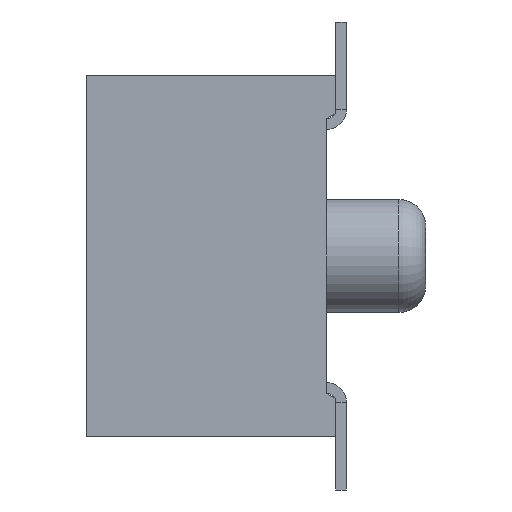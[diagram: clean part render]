
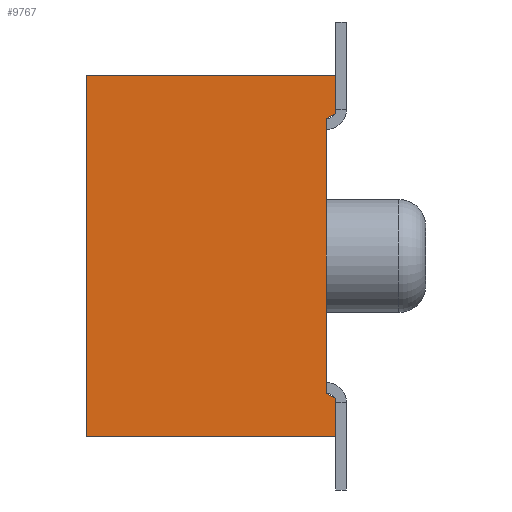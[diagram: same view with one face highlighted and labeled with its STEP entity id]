
A CAD part, left-side view. The second image highlights one B-rep face of the part: STEP entity #9767.
In plain terms, the highlighted planar face has unit normal (-1, 0, 0).
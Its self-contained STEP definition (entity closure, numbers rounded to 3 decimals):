
#225 = FACE_OUTER_BOUND ( 'NONE', #8367, .T. ) ;
#1631 = VERTEX_POINT ( 'NONE', #3698 ) ;
#1843 = CARTESIAN_POINT ( 'NONE',  ( -20.538, -10.777, -2.54 ) ) ;
#1858 = CARTESIAN_POINT ( 'NONE',  ( -20.538, -10.777, -2.004 ) ) ;
#2588 = VECTOR ( 'NONE', #8835, 1000. ) ;
#3331 = CARTESIAN_POINT ( 'NONE',  ( -20.538, -10.65, -1.93 ) ) ;
#3500 = PLANE ( 'NONE',  #9566 ) ;
#3698 = CARTESIAN_POINT ( 'NONE',  ( -20.538, -10.777, -2.004 ) ) ;
#3980 = VERTEX_POINT ( 'NONE', #10021 ) ;
#3985 = CARTESIAN_POINT ( 'NONE',  ( -20.538, -10.777, 2.54 ) ) ;
#4065 = ORIENTED_EDGE ( 'NONE', *, *, #12958, .T. ) ;
#4101 = LINE ( 'NONE', #8148, #11853 ) ;
#4142 = VECTOR ( 'NONE', #12466, 1000. ) ;
#4421 = DIRECTION ( 'NONE',  ( 0., 0., 1. ) ) ;
#4708 = LINE ( 'NONE', #17386, #12744 ) ;
#4712 = ORIENTED_EDGE ( 'NONE', *, *, #8202, .T. ) ;
#4971 = DIRECTION ( 'NONE',  ( 0., 0., -1. ) ) ;
#5530 = VECTOR ( 'NONE', #6013, 1000. ) ;
#5803 = VECTOR ( 'NONE', #9966, 1000. ) ;
#6013 = DIRECTION ( 'NONE',  ( 0., 1., 0. ) ) ;
#6092 = VECTOR ( 'NONE', #8115, 1000. ) ;
#6156 = CARTESIAN_POINT ( 'NONE',  ( -20.538, -10.777, -2.54 ) ) ;
#6815 = ORIENTED_EDGE ( 'NONE', *, *, #15462, .T. ) ;
#7913 = VERTEX_POINT ( 'NONE', #17381 ) ;
#8048 = LINE ( 'NONE', #3985, #4142 ) ;
#8069 = EDGE_CURVE ( 'NONE', #11039, #7913, #18233, .T. ) ;
#8086 = DIRECTION ( 'NONE',  ( 0., 0., 1. ) ) ;
#8115 = DIRECTION ( 'NONE',  ( 0., 0., 1. ) ) ;
#8148 = CARTESIAN_POINT ( 'NONE',  ( -20.538, -7.271, -2.54 ) ) ;
#8202 = EDGE_CURVE ( 'NONE', #1631, #15192, #13571, .T. ) ;
#8367 = EDGE_LOOP ( 'NONE', ( #6815, #4712, #4065, #13046, #14127, #14600, #18052, #20903 ) ) ;
#8434 = VERTEX_POINT ( 'NONE', #18669 ) ;
#8835 = DIRECTION ( 'NONE',  ( 0., -0.866, 0.5 ) ) ;
#9002 = EDGE_CURVE ( 'NONE', #8434, #18872, #4708, .T. ) ;
#9294 = CARTESIAN_POINT ( 'NONE',  ( -20.538, -10.777, 2.54 ) ) ;
#9566 = AXIS2_PLACEMENT_3D ( 'NONE', #1843, #11694, #4971 ) ;
#9767 = ADVANCED_FACE ( 'NONE', ( #225 ), #3500, .F. ) ;
#9966 = DIRECTION ( 'NONE',  ( 0., 0.866, 0.5 ) ) ;
#10021 = CARTESIAN_POINT ( 'NONE',  ( -20.538, -7.271, 2.54 ) ) ;
#10476 = LINE ( 'NONE', #3331, #6092 ) ;
#10631 = LINE ( 'NONE', #10949, #14009 ) ;
#10683 = EDGE_CURVE ( 'NONE', #7913, #3980, #4101, .T. ) ;
#10869 = DIRECTION ( 'NONE',  ( 0., 0., 1. ) ) ;
#10949 = CARTESIAN_POINT ( 'NONE',  ( -20.538, -10.777, -2.54 ) ) ;
#11039 = VERTEX_POINT ( 'NONE', #15811 ) ;
#11274 = VERTEX_POINT ( 'NONE', #16746 ) ;
#11694 = DIRECTION ( 'NONE',  ( 1., 0., 0. ) ) ;
#11853 = VECTOR ( 'NONE', #8086, 1000. ) ;
#11871 = CARTESIAN_POINT ( 'NONE',  ( -20.538, -10.65, 1.93 ) ) ;
#12162 = LINE ( 'NONE', #11871, #2588 ) ;
#12466 = DIRECTION ( 'NONE',  ( 0., 1., 0. ) ) ;
#12744 = VECTOR ( 'NONE', #10869, 1000. ) ;
#12958 = EDGE_CURVE ( 'NONE', #15192, #11274, #10476, .T. ) ;
#13046 = ORIENTED_EDGE ( 'NONE', *, *, #15765, .T. ) ;
#13571 = LINE ( 'NONE', #1858, #5803 ) ;
#14009 = VECTOR ( 'NONE', #4421, 1000. ) ;
#14127 = ORIENTED_EDGE ( 'NONE', *, *, #9002, .T. ) ;
#14600 = ORIENTED_EDGE ( 'NONE', *, *, #18791, .T. ) ;
#15192 = VERTEX_POINT ( 'NONE', #16757 ) ;
#15462 = EDGE_CURVE ( 'NONE', #11039, #1631, #10631, .T. ) ;
#15765 = EDGE_CURVE ( 'NONE', #11274, #8434, #12162, .T. ) ;
#15811 = CARTESIAN_POINT ( 'NONE',  ( -20.538, -10.777, -2.54 ) ) ;
#16746 = CARTESIAN_POINT ( 'NONE',  ( -20.538, -10.65, 1.93 ) ) ;
#16757 = CARTESIAN_POINT ( 'NONE',  ( -20.538, -10.65, -1.93 ) ) ;
#17381 = CARTESIAN_POINT ( 'NONE',  ( -20.538, -7.271, -2.54 ) ) ;
#17386 = CARTESIAN_POINT ( 'NONE',  ( -20.538, -10.777, -2.54 ) ) ;
#18052 = ORIENTED_EDGE ( 'NONE', *, *, #10683, .F. ) ;
#18233 = LINE ( 'NONE', #6156, #5530 ) ;
#18669 = CARTESIAN_POINT ( 'NONE',  ( -20.538, -10.777, 2.004 ) ) ;
#18791 = EDGE_CURVE ( 'NONE', #18872, #3980, #8048, .T. ) ;
#18872 = VERTEX_POINT ( 'NONE', #9294 ) ;
#20903 = ORIENTED_EDGE ( 'NONE', *, *, #8069, .F. ) ;
